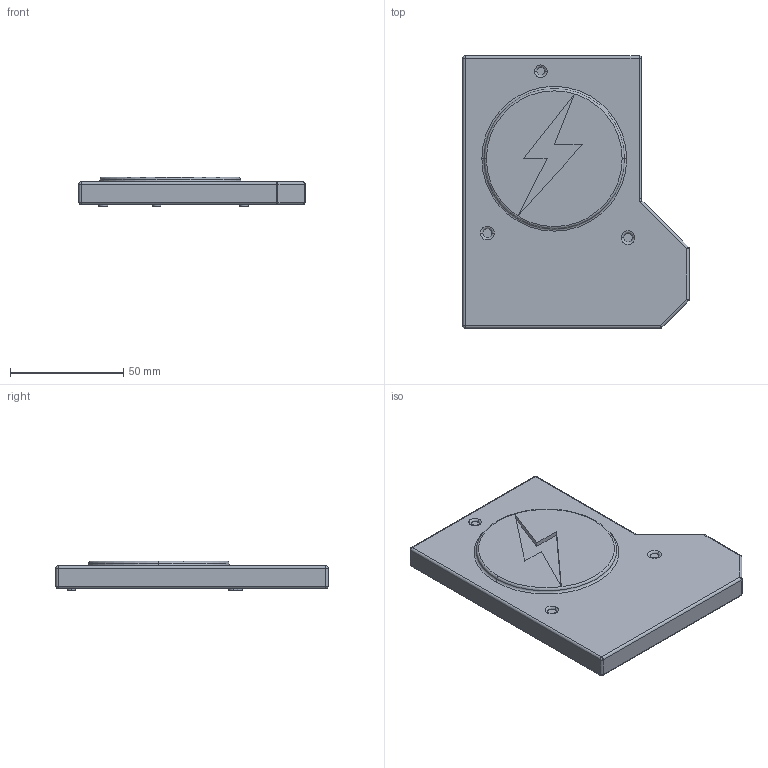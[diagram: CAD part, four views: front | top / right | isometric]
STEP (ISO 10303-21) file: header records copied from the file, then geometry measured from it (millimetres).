
FILE_DESCRIPTION (( 'STEP AP214' ), '1' );
FILE_NAME ('casca_back.STEP', '2025-09-26T03:01:12', ( '' ), ( '' ), 'SwSTEP 2.0', 'SolidWorks 2025', '' );
FILE_SCHEMA (( 'AUTOMOTIVE_DESIGN' ));
Length unit declared in the file: millimetre
Products named in the file (1): casca_back
Bounding box: 99.79 x 120.04 x 13 mm (x, y, z)
Volume: 23064.9 mm3; surface area: 29048 mm2
Topology: 4 solids, 4 shells, 82 faces, 179 edges, 100 vertices
Faces by surface type: plane 31, cylinder 27, torus 12, sphere 12
Entity records: 2225 total; most frequent: DIRECTION 421, CARTESIAN_POINT 354, ORIENTED_EDGE 342, EDGE_CURVE 171, AXIS2_PLACEMENT_3D 167, VERTEX_POINT 100, EDGE_LOOP 91, LINE 87
